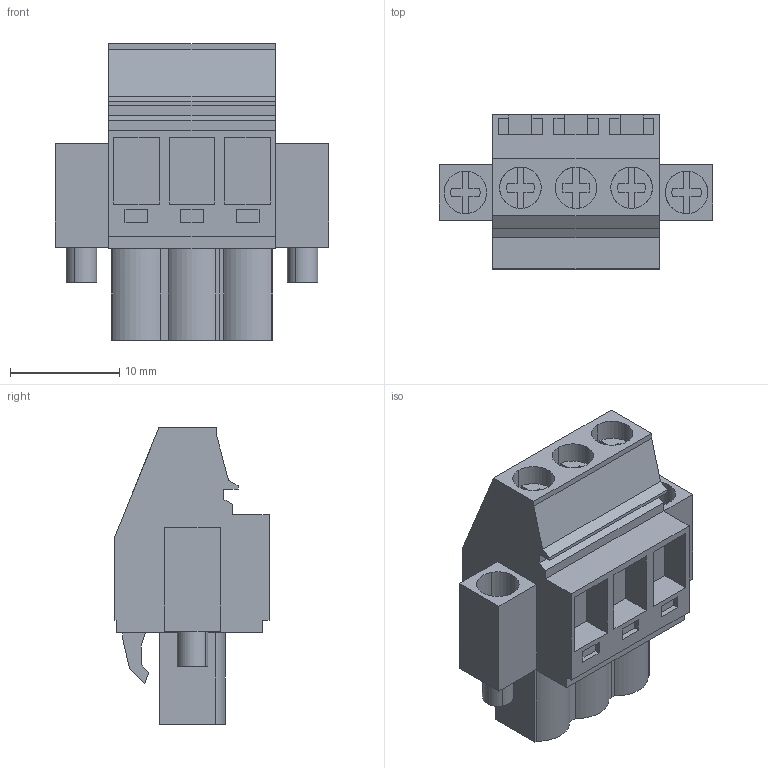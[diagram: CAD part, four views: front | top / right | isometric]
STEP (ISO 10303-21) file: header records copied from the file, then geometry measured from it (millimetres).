
FILE_DESCRIPTION(('CATIA V5 STEP','CAx-IF Rec.Pracs.--- Model Styling and Organization---1.2---2011-12-15'),'2;1');
FILE_NAME ('D1460183_0_1950560000_1950560000.stp','2017-09-09T08:02:36+00:00',('none'),('Weidmueller'),'CATIA Version 5-6 Release 2014','CATIA V5 STEP AP214','none');
FILE_SCHEMA(('AUTOMOTIVE_DESIGN { 1 0 10303 214 1 1 1 1 }'));
Length unit declared in the file: millimetre
Products named in the file (1): 1950560000
Bounding box: 25.04 x 14.1 x 27.1 mm (x, y, z)
Volume: 3893.1 mm3; surface area: 3166.3 mm2
Topology: 6 solids, 6 shells, 284 faces, 759 edges, 506 vertices
Faces by surface type: plane 237, cylinder 45, extrusion 2
Entity records: 8367 total; most frequent: ORIENTED_EDGE 1518, CARTESIAN_POINT 1505, DIRECTION 1183, EDGE_CURVE 759, VECTOR 647, LINE 645, VERTEX_POINT 506, AXIS2_PLACEMENT_3D 324
